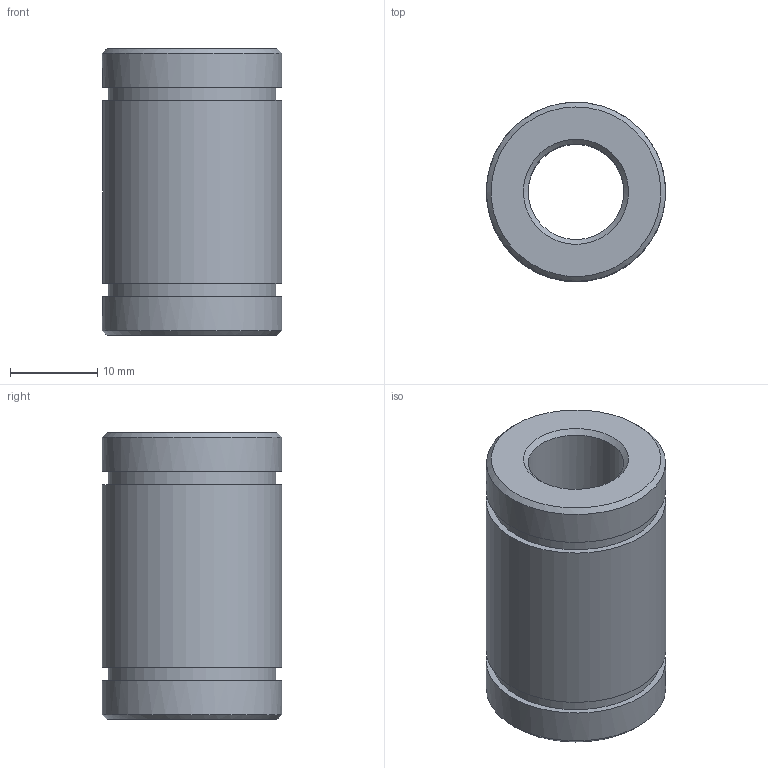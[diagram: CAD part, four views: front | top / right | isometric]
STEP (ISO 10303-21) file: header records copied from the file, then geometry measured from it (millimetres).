
FILE_DESCRIPTION(('FreeCAD Model'),'2;1');
FILE_NAME('Open CASCADE Shape Model','2025-05-03T20:52:13',('FreeCAD'),( 'FreeCAD'),'Open CASCADE STEP processor 7.6','FreeCAD','Unknown');
FILE_SCHEMA(('AUTOMOTIVE_DESIGN { 1 0 10303 214 1 1 1 1 }'));
Length unit declared in the file: millimetre
Products named in the file (1): Open CASCADE STEP translator 7.6 1
Bounding box: 20.51 x 20.51 x 32.82 mm (x, y, z)
Volume: 7690.9 mm3; surface area: 3811.6 mm2
Topology: 1 solids, 1 shells, 16 faces, 30 edges, 20 vertices
Faces by surface type: bspline 16
Entity records: 572 total; most frequent: CARTESIAN_POINT 369, ORIENTED_EDGE 60, EDGE_CURVE 30, FACE_BOUND 22, EDGE_LOOP 22, VERTEX_POINT 20, ADVANCED_FACE 16, B_SPLINE_CURVE_WITH_KNOTS 10
